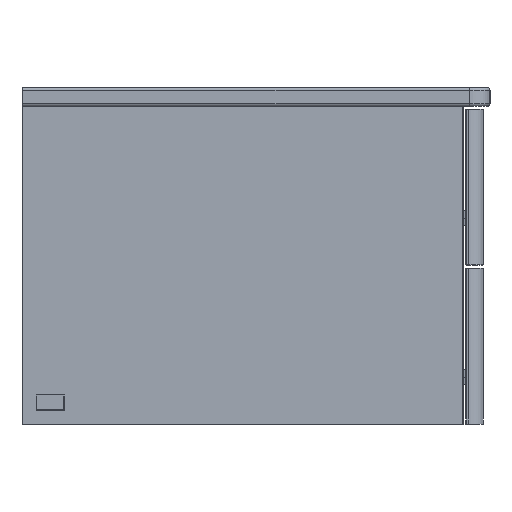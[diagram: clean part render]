
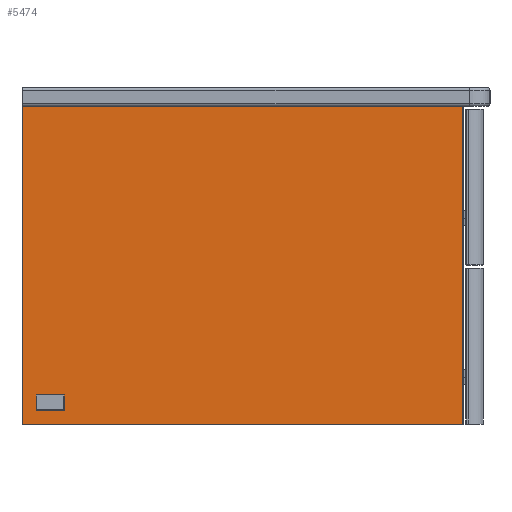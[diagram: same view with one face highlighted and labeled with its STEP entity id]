
A CAD part, left-side view. The second image highlights one B-rep face of the part: STEP entity #5474.
In plain terms, the highlighted planar face has unit normal (-1, 0, 0).
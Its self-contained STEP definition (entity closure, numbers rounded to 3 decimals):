
#5323=CARTESIAN_POINT('',(54174.79,-4670.258,170.0));
#5324=VERTEX_POINT('',#5323);
#5331=CARTESIAN_POINT('',(54174.79,-4670.258,-170.0));
#5332=VERTEX_POINT('',#5331);
#5333=CARTESIAN_POINT('',(54174.79,-4670.258,170.0));
#5334=DIRECTION('',(0.0,0.0,-1.0));
#5335=VECTOR('',#5334,340.0);
#5336=LINE('',#5333,#5335);
#5337=EDGE_CURVE('',#5324,#5332,#5336,.T.);
#5393=CARTESIAN_POINT('',(54174.79,-4199.258,-170.0));
#5394=VERTEX_POINT('',#5393);
#5395=CARTESIAN_POINT('',(54174.79,-4199.258,-170.0));
#5396=DIRECTION('',(0.0,-1.0,0.0));
#5397=VECTOR('',#5396,471.0);
#5398=LINE('',#5395,#5397);
#5399=EDGE_CURVE('',#5394,#5332,#5398,.T.);
#5451=CARTESIAN_POINT('',(54174.79,-4434.758,-170.001));
#5452=DIRECTION('',(-1.0,0.0,0.0));
#5453=DIRECTION('',(0.0,0.0,1.0));
#5454=AXIS2_PLACEMENT_3D('',#5451,#5452,#5453);
#5455=PLANE('',#5454);
#5456=ORIENTED_EDGE('',*,*,#5337,.F.);
#5457=CARTESIAN_POINT('',(54174.79,-4199.258,170.0));
#5458=VERTEX_POINT('',#5457);
#5459=CARTESIAN_POINT('',(54174.79,-4199.258,170.0));
#5460=DIRECTION('',(0.0,-1.0,0.0));
#5461=VECTOR('',#5460,471.0);
#5462=LINE('',#5459,#5461);
#5463=EDGE_CURVE('',#5458,#5324,#5462,.T.);
#5464=ORIENTED_EDGE('',*,*,#5463,.F.);
#5465=CARTESIAN_POINT('',(54174.79,-4199.258,-170.0));
#5466=DIRECTION('',(0.0,0.0,1.0));
#5467=VECTOR('',#5466,340.0);
#5468=LINE('',#5465,#5467);
#5469=EDGE_CURVE('',#5394,#5458,#5468,.T.);
#5470=ORIENTED_EDGE('',*,*,#5469,.F.);
#5471=ORIENTED_EDGE('',*,*,#5399,.T.);
#5472=EDGE_LOOP('',(#5456,#5464,#5470,#5471));
#5473=FACE_OUTER_BOUND('',#5472,.T.);
#5474=ADVANCED_FACE('',(#5473),#5455,.T.);
